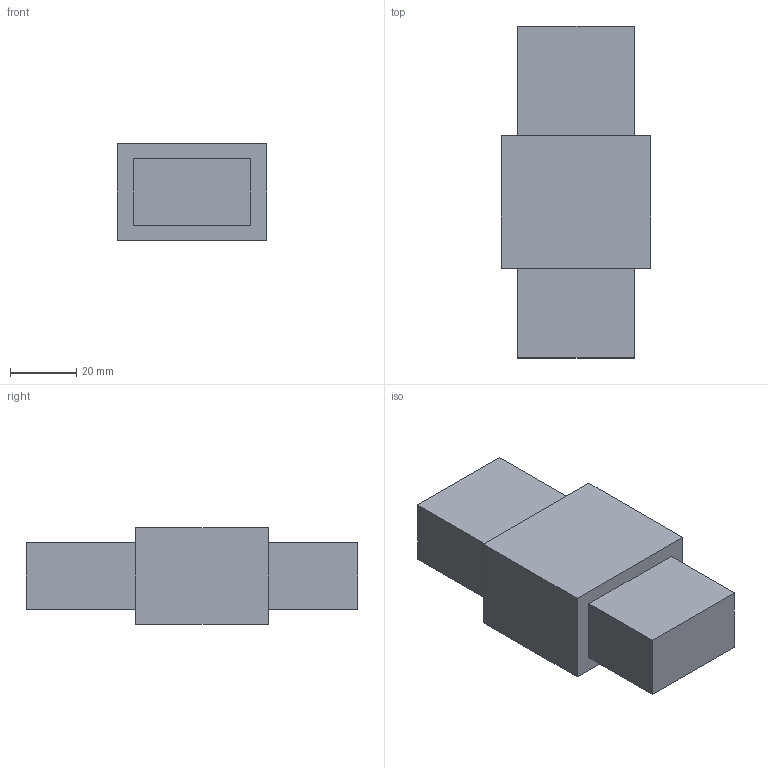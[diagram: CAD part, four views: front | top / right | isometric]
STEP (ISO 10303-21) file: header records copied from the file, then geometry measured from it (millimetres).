
FILE_DESCRIPTION (( 'STEP AP203' ), '1' );
FILE_NAME ('Assem1.STEP', '2018-10-18T23:35:04', ( '' ), ( '' ), 'SwSTEP 2.0', 'SolidWorks 2018', '' );
FILE_SCHEMA (( 'CONFIG_CONTROL_DESIGN' ));
Length unit declared in the file: millimetre
Products named in the file (3): Part22.step; Assem1; hueca1.step
Assembly tree (2 placements, depth 2):
  Assem1
    hueca1.step
    Part22.step
Bounding box: 45 x 100 x 29 mm (x, y, z)
Volume: 94200 mm3; surface area: 23930 mm2
Topology: 2 solids, 2 shells, 16 faces, 36 edges, 24 vertices
Faces by surface type: plane 16
Entity records: 749 total; most frequent: CARTESIAN_POINT 81, DIRECTION 78, ORIENTED_EDGE 72, VECTOR 36, EDGE_CURVE 36, LINE 36, PERSON_AND_ORGANIZATION 26, VERTEX_POINT 24
